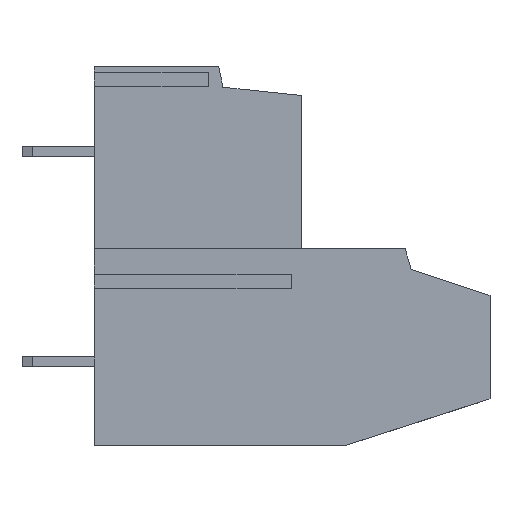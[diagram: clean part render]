
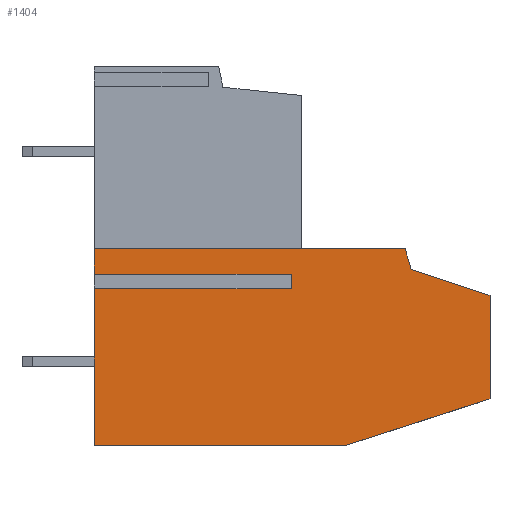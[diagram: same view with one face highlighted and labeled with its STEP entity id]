
A CAD part, front view. The second image highlights one B-rep face of the part: STEP entity #1404.
In plain terms, the highlighted planar face has unit normal (0, -1, 0).
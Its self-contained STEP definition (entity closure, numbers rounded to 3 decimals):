
#1404 = ADVANCED_FACE( '', ( #2738 ), #2739, .T. );
#2738 = FACE_OUTER_BOUND( '', #4021, .T. );
#2739 = PLANE( '', #4022 );
#4021 = EDGE_LOOP( '', ( #7618, #7619, #7620, #7621, #7622, #7623, #7624, #7625, #7626, #7627, #7628, #7629 ) );
#4022 = AXIS2_PLACEMENT_3D( '', #7630, #7631, #7632 );
#7618 = ORIENTED_EDGE( '', *, *, #8569, .F. );
#7619 = ORIENTED_EDGE( '', *, *, #9207, .F. );
#7620 = ORIENTED_EDGE( '', *, *, #9272, .T. );
#7621 = ORIENTED_EDGE( '', *, *, #8065, .F. );
#7622 = ORIENTED_EDGE( '', *, *, #8239, .F. );
#7623 = ORIENTED_EDGE( '', *, *, #8899, .T. );
#7624 = ORIENTED_EDGE( '', *, *, #8872, .T. );
#7625 = ORIENTED_EDGE( '', *, *, #9278, .T. );
#7626 = ORIENTED_EDGE( '', *, *, #8910, .T. );
#7627 = ORIENTED_EDGE( '', *, *, #9254, .T. );
#7628 = ORIENTED_EDGE( '', *, *, #8843, .T. );
#7629 = ORIENTED_EDGE( '', *, *, #8045, .F. );
#7630 = CARTESIAN_POINT( '', ( 9.55, -5.08, -9.5 ) );
#7631 = DIRECTION( '', ( 0., -1., 0. ) );
#7632 = DIRECTION( '', ( 0., 0., -1. ) );
#8045 = EDGE_CURVE( '', #9657, #9660, #9661, .T. );
#8065 = EDGE_CURVE( '', #9698, #9700, #9701, .T. );
#8239 = EDGE_CURVE( '', #10016, #9698, #10018, .T. );
#8569 = EDGE_CURVE( '', #10528, #9657, #10530, .T. );
#8843 = EDGE_CURVE( '', #10905, #9660, #10906, .T. );
#8872 = EDGE_CURVE( '', #10945, #10949, #10951, .T. );
#8899 = EDGE_CURVE( '', #10016, #10945, #10988, .T. );
#8910 = EDGE_CURVE( '', #11004, #11002, #11005, .T. );
#9207 = EDGE_CURVE( '', #11373, #10528, #11374, .T. );
#9254 = EDGE_CURVE( '', #11002, #10905, #11424, .T. );
#9272 = EDGE_CURVE( '', #11373, #9700, #11442, .T. );
#9278 = EDGE_CURVE( '', #10949, #11004, #11448, .T. );
#9657 = VERTEX_POINT( '', #11947 );
#9660 = VERTEX_POINT( '', #11951 );
#9661 = LINE( '', #11952, #11953 );
#9698 = VERTEX_POINT( '', #12008 );
#9700 = VERTEX_POINT( '', #12011 );
#9701 = LINE( '', #12012, #12013 );
#10016 = VERTEX_POINT( '', #12479 );
#10018 = LINE( '', #12482, #12483 );
#10528 = VERTEX_POINT( '', #13214 );
#10530 = LINE( '', #13217, #13218 );
#10905 = VERTEX_POINT( '', #13761 );
#10906 = LINE( '', #13762, #13763 );
#10945 = VERTEX_POINT( '', #13816 );
#10949 = VERTEX_POINT( '', #13822 );
#10951 = LINE( '', #13825, #13826 );
#10988 = LINE( '', #13878, #13879 );
#11002 = VERTEX_POINT( '', #13898 );
#11004 = VERTEX_POINT( '', #13901 );
#11005 = LINE( '', #13902, #13903 );
#11373 = VERTEX_POINT( '', #14437 );
#11374 = LINE( '', #14438, #14439 );
#11424 = LINE( '', #14503, #14504 );
#11442 = LINE( '', #14524, #14525 );
#11448 = LINE( '', #14532, #14533 );
#11947 = CARTESIAN_POINT( '', ( -9.55, -5.08, -1.225 ) );
#11951 = CARTESIAN_POINT( '', ( -9.55, -5.08, 0. ) );
#11952 = CARTESIAN_POINT( '', ( -9.55, -5.08, -9.5 ) );
#11953 = VECTOR( '', #14805, 1000. );
#12008 = CARTESIAN_POINT( '', ( -9.55, -5.08, -9.5 ) );
#12011 = CARTESIAN_POINT( '', ( -9.55, -5.08, -1.925 ) );
#12012 = CARTESIAN_POINT( '', ( -9.55, -5.08, -9.5 ) );
#12013 = VECTOR( '', #14825, 1000. );
#12479 = CARTESIAN_POINT( '', ( 2.55, -5.08, -9.5 ) );
#12482 = CARTESIAN_POINT( '', ( 9.55, -5.08, -9.5 ) );
#12483 = VECTOR( '', #15002, 1000. );
#13214 = CARTESIAN_POINT( '', ( -0.05, -5.08, -1.225 ) );
#13217 = CARTESIAN_POINT( '', ( -0.05, -5.08, -1.225 ) );
#13218 = VECTOR( '', #15324, 1000. );
#13761 = CARTESIAN_POINT( '', ( 0.45, -5.08, 0. ) );
#13762 = CARTESIAN_POINT( '', ( 9.55, -5.08, 0. ) );
#13763 = VECTOR( '', #15571, 1000. );
#13816 = CARTESIAN_POINT( '', ( 9.55, -5.08, -7.25 ) );
#13822 = CARTESIAN_POINT( '', ( 9.55, -5.08, -2.25 ) );
#13825 = CARTESIAN_POINT( '', ( 9.55, -5.08, -9.5 ) );
#13826 = VECTOR( '', #15607, 1000. );
#13878 = CARTESIAN_POINT( '', ( 8.895, -5.08, -7.461 ) );
#13879 = VECTOR( '', #15638, 1000. );
#13898 = CARTESIAN_POINT( '', ( 5.45, -5.08, 0. ) );
#13901 = CARTESIAN_POINT( '', ( 5.75, -5.08, -1. ) );
#13902 = CARTESIAN_POINT( '', ( 8.403, -5.08, -9.844 ) );
#13903 = VECTOR( '', #15648, 1000. );
#14437 = CARTESIAN_POINT( '', ( -0.05, -5.08, -1.925 ) );
#14438 = CARTESIAN_POINT( '', ( -0.05, -5.08, -1.925 ) );
#14439 = VECTOR( '', #15899, 1000. );
#14503 = CARTESIAN_POINT( '', ( 9.55, -5.08, 0. ) );
#14504 = VECTOR( '', #15932, 1000. );
#14524 = CARTESIAN_POINT( '', ( -0.05, -5.08, -1.925 ) );
#14525 = VECTOR( '', #15941, 1000. );
#14532 = CARTESIAN_POINT( '', ( 11.702, -5.08, -2.958 ) );
#14533 = VECTOR( '', #15943, 1000. );
#14805 = DIRECTION( '', ( 0., 0., 1. ) );
#14825 = DIRECTION( '', ( 0., 0., 1. ) );
#15002 = DIRECTION( '', ( -1., 0., 0. ) );
#15324 = DIRECTION( '', ( -1., 0., 0. ) );
#15571 = DIRECTION( '', ( -1., 0., 0. ) );
#15607 = DIRECTION( '', ( 0., 0., 1. ) );
#15638 = DIRECTION( '', ( 0.952, 0., 0.306 ) );
#15648 = DIRECTION( '', ( -0.287, 0., 0.958 ) );
#15899 = DIRECTION( '', ( 0., 0., 1. ) );
#15932 = DIRECTION( '', ( -1., 0., 0. ) );
#15941 = DIRECTION( '', ( -1., 0., 0. ) );
#15943 = DIRECTION( '', ( -0.95, 0., 0.312 ) );
